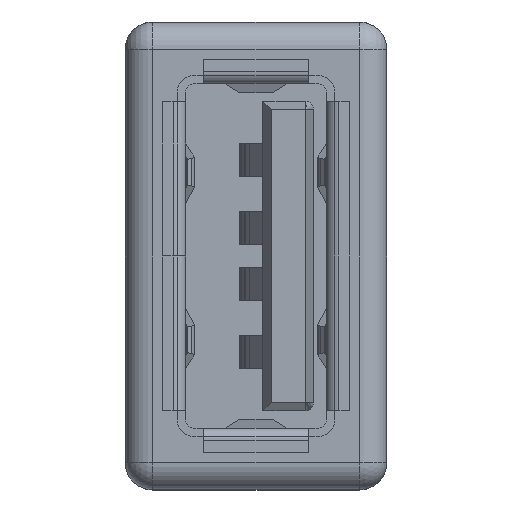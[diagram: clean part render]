
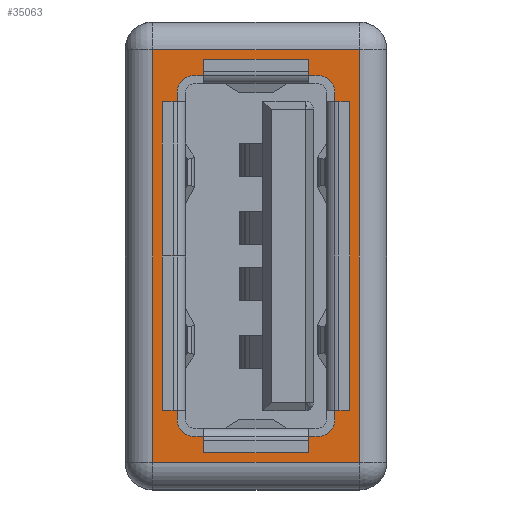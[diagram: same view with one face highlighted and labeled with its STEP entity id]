
A CAD part, front view. The second image highlights one B-rep face of the part: STEP entity #35063.
In plain terms, the highlighted face is planar.
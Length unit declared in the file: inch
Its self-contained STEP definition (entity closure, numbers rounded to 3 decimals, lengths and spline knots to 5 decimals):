
#634 = CARTESIAN_POINT ( 'NONE',  ( -0.29528, 0.14764, 0. ) ) ;
#3290 = ORIENTED_EDGE ( 'NONE', *, *, #36437, .T. ) ;
#3468 = CARTESIAN_POINT ( 'NONE',  ( -0.29528, -0.14764, 0. ) ) ;
#4075 = CARTESIAN_POINT ( 'NONE',  ( 0.29528, 0.14764, 0. ) ) ;
#4397 = CARTESIAN_POINT ( 'NONE',  ( 0.29528, 0.18701, 0. ) ) ;
#5031 = VECTOR ( 'NONE', #28632, 39.37008 ) ;
#8787 = DIRECTION ( 'NONE',  ( 0., 0., 1. ) ) ;
#9265 = VERTEX_POINT ( 'NONE', #28705 ) ;
#9867 = VECTOR ( 'NONE', #36936, 39.37008 ) ;
#10926 = DIRECTION ( 'NONE',  ( 0., -1., 0. ) ) ;
#10970 = LINE ( 'NONE', #33182, #9867 ) ;
#11610 = CARTESIAN_POINT ( 'NONE',  ( -0.29528, 0.18701, 0. ) ) ;
#12950 = AXIS2_PLACEMENT_3D ( 'NONE', #32774, #8787, #36831 ) ;
#16608 = EDGE_CURVE ( 'NONE', #26569, #37649, #38135, .T. ) ;
#17663 = VERTEX_POINT ( 'NONE', #4075 ) ;
#18745 = ORIENTED_EDGE ( 'NONE', *, *, #29776, .T. ) ;
#20997 = CARTESIAN_POINT ( 'NONE',  ( 0.33465, 0.14764, 0. ) ) ;
#22071 = EDGE_LOOP ( 'NONE', ( #24030, #3290, #18745, #29961 ) ) ;
#24030 = ORIENTED_EDGE ( 'NONE', *, *, #29141, .T. ) ;
#26393 = PLANE ( 'NONE',  #12950 ) ;
#26569 = VERTEX_POINT ( 'NONE', #3468 ) ;
#28632 = DIRECTION ( 'NONE',  ( 0., 1., 0. ) ) ;
#28705 = CARTESIAN_POINT ( 'NONE',  ( 0.29528, -0.14764, 0. ) ) ;
#29141 = EDGE_CURVE ( 'NONE', #37649, #17663, #29490, .T. ) ;
#29490 = LINE ( 'NONE', #20997, #44126 ) ;
#29776 = EDGE_CURVE ( 'NONE', #9265, #26569, #10970, .T. ) ;
#29961 = ORIENTED_EDGE ( 'NONE', *, *, #16608, .T. ) ;
#31133 = DIRECTION ( 'NONE',  ( 1., 0., 0. ) ) ;
#32774 = CARTESIAN_POINT ( 'NONE',  ( -0.33465, 0.18701, 0. ) ) ;
#33182 = CARTESIAN_POINT ( 'NONE',  ( -0.33465, -0.14764, 0. ) ) ;
#35063 = ADVANCED_FACE ( 'NONE', ( #42023 ), #26393, .F. ) ;
#36437 = EDGE_CURVE ( 'NONE', #17663, #9265, #44581, .T. ) ;
#36831 = DIRECTION ( 'NONE',  ( 1., 0., 0. ) ) ;
#36936 = DIRECTION ( 'NONE',  ( -1., 0., 0. ) ) ;
#37649 = VERTEX_POINT ( 'NONE', #634 ) ;
#38135 = LINE ( 'NONE', #11610, #5031 ) ;
#42023 = FACE_OUTER_BOUND ( 'NONE', #22071, .T. ) ;
#44068 = VECTOR ( 'NONE', #10926, 39.37008 ) ;
#44126 = VECTOR ( 'NONE', #31133, 39.37008 ) ;
#44581 = LINE ( 'NONE', #4397, #44068 ) ;
